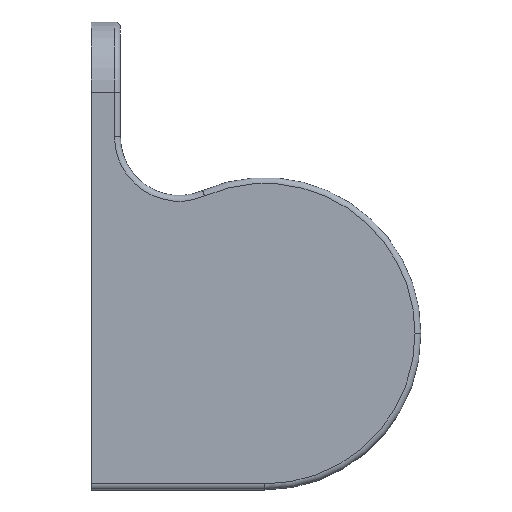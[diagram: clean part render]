
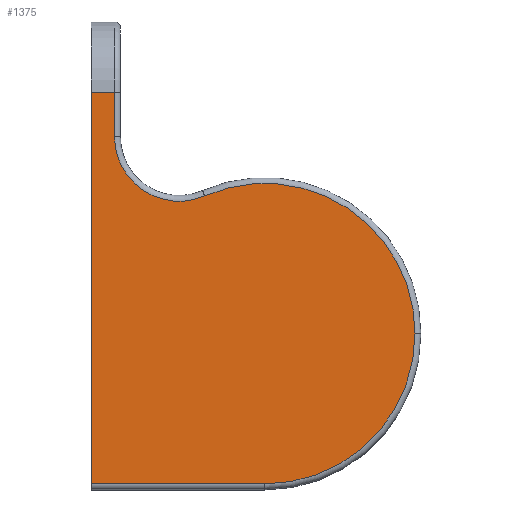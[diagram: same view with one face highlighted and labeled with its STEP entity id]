
A CAD part, top view. The second image highlights one B-rep face of the part: STEP entity #1375.
In plain terms, the highlighted planar face has unit normal (0, 0, 1).
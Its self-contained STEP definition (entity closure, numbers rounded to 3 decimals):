
#22 = ORIENTED_EDGE ( 'NONE', *, *, #1305, .T. ) ;
#73 = CARTESIAN_POINT ( 'NONE',  ( -29.625, -26.625, 12. ) ) ;
#100 = PLANE ( 'NONE',  #101 ) ;
#101 = AXIS2_PLACEMENT_3D ( 'NONE', #662, #1346, #449 ) ;
#114 = VECTOR ( 'NONE', #386, 1000. ) ;
#118 = VERTEX_POINT ( 'NONE', #122 ) ;
#122 = CARTESIAN_POINT ( 'NONE',  ( -25.625, 41.175, 12. ) ) ;
#148 = ORIENTED_EDGE ( 'NONE', *, *, #749, .F. ) ;
#159 = EDGE_CURVE ( 'NONE', #470, #1345, #621, .T. ) ;
#168 = EDGE_CURVE ( 'NONE', #568, #949, #1025, .T. ) ;
#180 = LINE ( 'NONE', #73, #114 ) ;
#181 = VECTOR ( 'NONE', #249, 1000. ) ;
#196 = CARTESIAN_POINT ( 'NONE',  ( -29.625, 41.175, 12. ) ) ;
#222 = ORIENTED_EDGE ( 'NONE', *, *, #260, .T. ) ;
#249 = DIRECTION ( 'NONE',  ( -1., 0., 0. ) ) ;
#252 = DIRECTION ( 'NONE',  ( 1., 0., 0. ) ) ;
#258 = CARTESIAN_POINT ( 'NONE',  ( -14.625, 33.578, 12. ) ) ;
#260 = EDGE_CURVE ( 'NONE', #118, #1433, #1152, .T. ) ;
#261 = CARTESIAN_POINT ( 'NONE',  ( 0., 0., 12. ) ) ;
#300 = VECTOR ( 'NONE', #1369, 1000. ) ;
#306 = CARTESIAN_POINT ( 'NONE',  ( -10.233, 23.493, 12. ) ) ;
#337 = ORIENTED_EDGE ( 'NONE', *, *, #465, .T. ) ;
#345 = AXIS2_PLACEMENT_3D ( 'NONE', #258, #942, #252 ) ;
#386 = DIRECTION ( 'NONE',  ( 0., 1., 0. ) ) ;
#394 = CARTESIAN_POINT ( 'NONE',  ( 0., 0., 12. ) ) ;
#399 = CARTESIAN_POINT ( 'NONE',  ( -29.625, -25.625, 12. ) ) ;
#410 = DIRECTION ( 'NONE',  ( 1., 0., 0. ) ) ;
#421 = ORIENTED_EDGE ( 'NONE', *, *, #159, .T. ) ;
#449 = DIRECTION ( 'NONE',  ( 1., 0., 0. ) ) ;
#454 = CARTESIAN_POINT ( 'NONE',  ( -25.625, 33.578, 12. ) ) ;
#465 = EDGE_CURVE ( 'NONE', #949, #1162, #966, .T. ) ;
#466 = ORIENTED_EDGE ( 'NONE', *, *, #673, .T. ) ;
#470 = VERTEX_POINT ( 'NONE', #399 ) ;
#495 = DIRECTION ( 'NONE',  ( 0., 0., 1. ) ) ;
#496 = DIRECTION ( 'NONE',  ( 0., 0., 1. ) ) ;
#568 = VERTEX_POINT ( 'NONE', #642 ) ;
#621 = LINE ( 'NONE', #829, #1100 ) ;
#642 = CARTESIAN_POINT ( 'NONE',  ( 25.625, 0., 12. ) ) ;
#662 = CARTESIAN_POINT ( 'NONE',  ( 0., 0., 12. ) ) ;
#673 = EDGE_CURVE ( 'NONE', #1162, #118, #1344, .T. ) ;
#693 = CARTESIAN_POINT ( 'NONE',  ( -25.625, 0., 12. ) ) ;
#749 = EDGE_CURVE ( 'NONE', #470, #1433, #180, .T. ) ;
#819 = DIRECTION ( 'NONE',  ( 1., 0., 0. ) ) ;
#829 = CARTESIAN_POINT ( 'NONE',  ( 0., -25.625, 12. ) ) ;
#888 = AXIS2_PLACEMENT_3D ( 'NONE', #261, #495, #410 ) ;
#942 = DIRECTION ( 'NONE',  ( 0., 0., -1. ) ) ;
#949 = VERTEX_POINT ( 'NONE', #306 ) ;
#952 = DIRECTION ( 'NONE',  ( 1., 0., 0. ) ) ;
#966 = CIRCLE ( 'NONE', #345, 11. ) ;
#1025 = CIRCLE ( 'NONE', #1454, 25.625 ) ;
#1100 = VECTOR ( 'NONE', #952, 1000. ) ;
#1152 = LINE ( 'NONE', #1169, #181 ) ;
#1162 = VERTEX_POINT ( 'NONE', #454 ) ;
#1169 = CARTESIAN_POINT ( 'NONE',  ( -24.625, 41.175, 12. ) ) ;
#1209 = CARTESIAN_POINT ( 'NONE',  ( 0., -25.625, 12. ) ) ;
#1224 = EDGE_LOOP ( 'NONE', ( #148, #421, #22, #1323, #337, #466, #222 ) ) ;
#1247 = CIRCLE ( 'NONE', #888, 25.625 ) ;
#1305 = EDGE_CURVE ( 'NONE', #1345, #568, #1247, .T. ) ;
#1323 = ORIENTED_EDGE ( 'NONE', *, *, #168, .T. ) ;
#1344 = LINE ( 'NONE', #693, #300 ) ;
#1345 = VERTEX_POINT ( 'NONE', #1209 ) ;
#1346 = DIRECTION ( 'NONE',  ( 0., 0., 1. ) ) ;
#1369 = DIRECTION ( 'NONE',  ( 0., 1., 0. ) ) ;
#1375 = ADVANCED_FACE ( 'NONE', ( #1456 ), #100, .T. ) ;
#1433 = VERTEX_POINT ( 'NONE', #196 ) ;
#1454 = AXIS2_PLACEMENT_3D ( 'NONE', #394, #496, #819 ) ;
#1456 = FACE_OUTER_BOUND ( 'NONE', #1224, .T. ) ;
